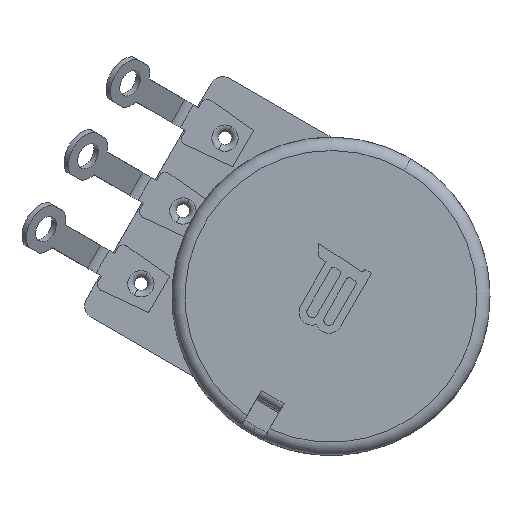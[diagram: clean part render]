
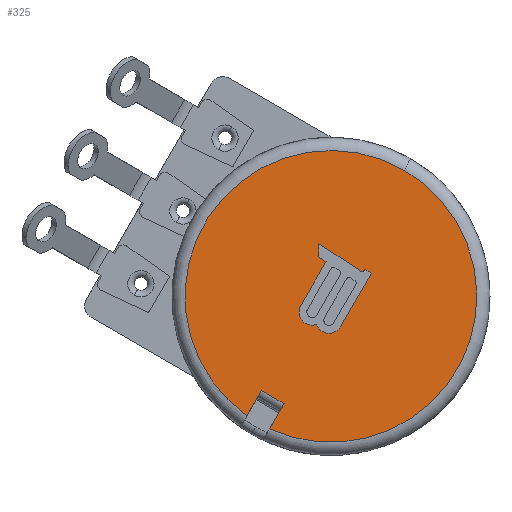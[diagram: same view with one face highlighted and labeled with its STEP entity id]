
A CAD part, front view. The second image highlights one B-rep face of the part: STEP entity #325.
In plain terms, the highlighted planar face has unit normal (0, -1, 0).
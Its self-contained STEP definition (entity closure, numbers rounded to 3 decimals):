
#325=ADVANCED_FACE('',(#1146,#1147),#1148,.F.);
#1146=FACE_OUTER_BOUND('',#4480,.T.);
#1147=FACE_BOUND('',#4481,.T.);
#1148=PLANE('',#4482);
#4480=EDGE_LOOP('',(#7558,#7559,#7560,#7561,#7562));
#4481=EDGE_LOOP('',(#7563,#7564,#7565,#7566,#7567,#7568,#7569,#7570,#7571,#7572,#7573,#7574,#7575,#7576));
#4482=AXIS2_PLACEMENT_3D('',#7577,#7578,#7579);
#7558=ORIENTED_EDGE('',*,*,#10469,.F.);
#7559=ORIENTED_EDGE('',*,*,#10440,.T.);
#7560=ORIENTED_EDGE('',*,*,#9547,.T.);
#7561=ORIENTED_EDGE('',*,*,#10439,.T.);
#7562=ORIENTED_EDGE('',*,*,#10415,.T.);
#7563=ORIENTED_EDGE('',*,*,#10470,.T.);
#7564=ORIENTED_EDGE('',*,*,#9532,.T.);
#7565=ORIENTED_EDGE('',*,*,#10471,.T.);
#7566=ORIENTED_EDGE('',*,*,#10472,.T.);
#7567=ORIENTED_EDGE('',*,*,#10473,.T.);
#7568=ORIENTED_EDGE('',*,*,#9534,.T.);
#7569=ORIENTED_EDGE('',*,*,#10474,.T.);
#7570=ORIENTED_EDGE('',*,*,#9538,.T.);
#7571=ORIENTED_EDGE('',*,*,#10475,.T.);
#7572=ORIENTED_EDGE('',*,*,#10476,.T.);
#7573=ORIENTED_EDGE('',*,*,#10477,.T.);
#7574=ORIENTED_EDGE('',*,*,#10478,.T.);
#7575=ORIENTED_EDGE('',*,*,#10479,.T.);
#7576=ORIENTED_EDGE('',*,*,#10480,.T.);
#7577=CARTESIAN_POINT('',(0.0,-22.3,0.0));
#7578=DIRECTION('',(-0.0,1.0,0.0));
#7579=DIRECTION('',(1.0,0.0,0.0));
#9532=EDGE_CURVE('',#11023,#11027,#11029,.T.);
#9534=EDGE_CURVE('',#11033,#11030,#11034,.T.);
#9538=EDGE_CURVE('',#11041,#11038,#11042,.T.);
#9547=EDGE_CURVE('',#11059,#11056,#11060,.T.);
#10415=EDGE_CURVE('',#12523,#12521,#12524,.T.);
#10439=EDGE_CURVE('',#11056,#12523,#12566,.T.);
#10440=EDGE_CURVE('',#12567,#11059,#12568,.T.);
#10469=EDGE_CURVE('',#12567,#12521,#12614,.T.);
#10470=EDGE_CURVE('',#12615,#11023,#12616,.T.);
#10471=EDGE_CURVE('',#11027,#12617,#12618,.T.);
#10472=EDGE_CURVE('',#12617,#12619,#12620,.T.);
#10473=EDGE_CURVE('',#12619,#11033,#12621,.T.);
#10474=EDGE_CURVE('',#11030,#11041,#12622,.T.);
#10475=EDGE_CURVE('',#11038,#12623,#12624,.T.);
#10476=EDGE_CURVE('',#12623,#12625,#12626,.T.);
#10477=EDGE_CURVE('',#12625,#12627,#12628,.T.);
#10478=EDGE_CURVE('',#12627,#12629,#12630,.T.);
#10479=EDGE_CURVE('',#12629,#12631,#12632,.T.);
#10480=EDGE_CURVE('',#12631,#12615,#12633,.T.);
#11023=VERTEX_POINT('',#13395);
#11027=VERTEX_POINT('',#13400);
#11029=CIRCLE('',#13403,0.2);
#11030=VERTEX_POINT('',#13404);
#11033=VERTEX_POINT('',#13408);
#11034=CIRCLE('',#13409,1.0);
#11038=VERTEX_POINT('',#13414);
#11041=VERTEX_POINT('',#13418);
#11042=CIRCLE('',#13419,1.005);
#11056=VERTEX_POINT('',#13446);
#11059=VERTEX_POINT('',#13449);
#11060=CIRCLE('',#13450,11.1);
#12521=VERTEX_POINT('',#18712);
#12523=VERTEX_POINT('',#18714);
#12524=LINE('',#18715,#18716);
#12566=CIRCLE('',#18827,11.1);
#12567=VERTEX_POINT('',#18828);
#12568=LINE('',#18829,#18830);
#12614=LINE('',#18903,#18904);
#12615=VERTEX_POINT('',#18905);
#12616=CIRCLE('',#18906,0.2);
#12617=VERTEX_POINT('',#18907);
#12618=LINE('',#18908,#18909);
#12619=VERTEX_POINT('',#18910);
#12620=LINE('',#18911,#18912);
#12621=LINE('',#18913,#18914);
#12622=CIRCLE('',#18915,1.0);
#12623=VERTEX_POINT('',#18916);
#12624=CIRCLE('',#18917,1.005);
#12625=VERTEX_POINT('',#18918);
#12626=LINE('',#18919,#18920);
#12627=VERTEX_POINT('',#18921);
#12628=LINE('',#18922,#18923);
#12629=VERTEX_POINT('',#18924);
#12630=CIRCLE('',#18925,0.2);
#12631=VERTEX_POINT('',#18926);
#12632=LINE('',#18927,#18928);
#12633=LINE('',#18929,#18930);
#13395=CARTESIAN_POINT('',(2.254,-22.3,1.926));
#13400=CARTESIAN_POINT('',(2.527,-22.3,2.));
#13403=AXIS2_PLACEMENT_3D('',#19981,#19982,#19983);
#13404=CARTESIAN_POINT('',(-0.641,-22.3,-2.667));
#13408=CARTESIAN_POINT('',(0.725,-22.3,-2.301));
#13409=AXIS2_PLACEMENT_3D('',#19985,#19986,#19987);
#13414=CARTESIAN_POINT('',(-1.919,-22.3,-2.05));
#13418=CARTESIAN_POINT('',(-1.085,-22.3,-2.129));
#13419=AXIS2_PLACEMENT_3D('',#19993,#19994,#19995);
#13446=CARTESIAN_POINT('',(5.55,-22.3,9.613));
#13449=CARTESIAN_POINT('',(-4.661,-22.3,-10.074));
#13450=AXIS2_PLACEMENT_3D('',#20012,#20013,#20014);
#18712=CARTESIAN_POINT('',(-5.291,-22.3,-7.164));
#18714=CARTESIAN_POINT('',(-6.393,-22.3,-9.074));
#18715=CARTESIAN_POINT('',(-6.393,-22.3,-9.074));
#18716=VECTOR('',#21197,2.205);
#18827=AXIS2_PLACEMENT_3D('',#21225,#21226,#21227);
#18828=CARTESIAN_POINT('',(-3.559,-22.3,-8.164));
#18829=CARTESIAN_POINT('',(-3.559,-22.3,-8.164));
#18830=VECTOR('',#21228,2.205);
#18903=CARTESIAN_POINT('',(-3.559,-22.3,-8.164));
#18904=VECTOR('',#21275,2.0);
#18905=CARTESIAN_POINT('',(2.244,-22.3,1.932));
#18906=AXIS2_PLACEMENT_3D('',#21276,#21277,#21278);
#18907=CARTESIAN_POINT('',(2.569,-22.3,2.073));
#18908=CARTESIAN_POINT('',(2.527,-22.3,2.));
#18909=VECTOR('',#21279,0.085);
#18910=CARTESIAN_POINT('',(3.08,-22.3,1.778));
#18911=CARTESIAN_POINT('',(2.569,-22.3,2.073));
#18912=VECTOR('',#21280,0.59);
#18913=CARTESIAN_POINT('',(3.08,-22.3,1.778));
#18914=VECTOR('',#21281,4.71);
#18915=AXIS2_PLACEMENT_3D('',#21282,#21283,#21284);
#18916=CARTESIAN_POINT('',(-2.286,-22.3,-0.678));
#18917=AXIS2_PLACEMENT_3D('',#21285,#21286,#21287);
#18918=CARTESIAN_POINT('',(-0.374,-22.3,2.634));
#18919=CARTESIAN_POINT('',(-2.286,-22.3,-0.678));
#18920=VECTOR('',#21288,3.824);
#18921=CARTESIAN_POINT('',(-0.86,-22.3,2.953));
#18922=CARTESIAN_POINT('',(-0.374,-22.3,2.634));
#18923=VECTOR('',#21289,0.581);
#18924=CARTESIAN_POINT('',(-0.95,-22.3,3.124));
#18925=AXIS2_PLACEMENT_3D('',#21290,#21291,#21292);
#18926=CARTESIAN_POINT('',(-0.937,-22.3,4.02));
#18927=CARTESIAN_POINT('',(-0.95,-22.3,3.124));
#18928=VECTOR('',#21293,0.897);
#18929=CARTESIAN_POINT('',(-0.937,-22.3,4.02));
#18930=VECTOR('',#21294,3.805);
#19981=CARTESIAN_POINT('',(2.354,-22.3,2.1));
#19982=DIRECTION('',(0.0,-1.0,-0.0));
#19983=DIRECTION('',(-0.549,0.0,-0.836));
#19985=CARTESIAN_POINT('',(-0.141,-22.3,-1.801));
#19986=DIRECTION('',(0.0,1.0,0.0));
#19987=DIRECTION('',(0.866,0.0,-0.5));
#19993=CARTESIAN_POINT('',(-1.416,-22.3,-1.18));
#19994=DIRECTION('',(0.0,1.0,0.0));
#19995=DIRECTION('',(0.329,0.0,-0.944));
#20012=CARTESIAN_POINT('',(0.0,-22.3,0.0));
#20013=DIRECTION('',(0.0,-1.0,-0.0));
#20014=DIRECTION('',(-0.42,0.0,-0.908));
#21197=DIRECTION('',(0.5,0.0,0.866));
#21225=CARTESIAN_POINT('',(0.0,-22.3,0.0));
#21226=DIRECTION('',(0.0,-1.0,-0.0));
#21227=DIRECTION('',(-0.42,0.0,-0.908));
#21228=DIRECTION('',(-0.5,0.0,-0.866));
#21275=DIRECTION('',(-0.866,0.0,0.5));
#21276=CARTESIAN_POINT('',(2.354,-22.3,2.1));
#21277=DIRECTION('',(0.0,-1.0,-0.0));
#21278=DIRECTION('',(-0.549,0.0,-0.836));
#21279=DIRECTION('',(0.5,0.0,0.866));
#21280=DIRECTION('',(0.866,0.0,-0.5));
#21281=DIRECTION('',(-0.5,0.0,-0.866));
#21282=CARTESIAN_POINT('',(-0.141,-22.3,-1.801));
#21283=DIRECTION('',(0.0,1.0,0.0));
#21284=DIRECTION('',(0.866,0.0,-0.5));
#21285=CARTESIAN_POINT('',(-1.416,-22.3,-1.18));
#21286=DIRECTION('',(0.0,1.0,0.0));
#21287=DIRECTION('',(0.329,0.0,-0.944));
#21288=DIRECTION('',(0.5,0.0,0.866));
#21289=DIRECTION('',(-0.836,0.0,0.549));
#21290=CARTESIAN_POINT('',(-0.75,-22.3,3.12));
#21291=DIRECTION('',(0.0,1.0,0.0));
#21292=DIRECTION('',(-0.549,0.0,-0.836));
#21293=DIRECTION('',(0.015,0.0,1.));
#21294=DIRECTION('',(0.836,0.0,-0.549));
